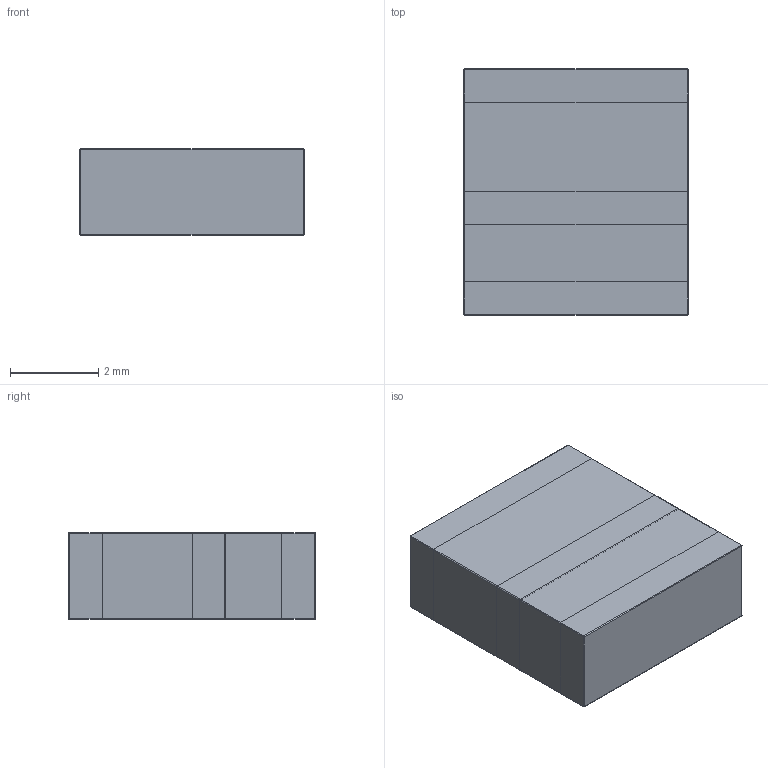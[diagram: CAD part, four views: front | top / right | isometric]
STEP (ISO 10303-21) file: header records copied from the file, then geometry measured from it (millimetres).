
FILE_DESCRIPTION( ( 'Unknown' ), '1' );
FILE_NAME( 'WE-CBF_222008.stp', 'Unknown', ( 'Unknown' ), ( 'Unknown' ), 'PSStep 13.0', 'Unknown', ' ' );
FILE_SCHEMA( ( 'AUTOMOTIVE_DESIGN { 1 0 10303 214 1 1 1 1 }' ) );
Length unit declared in the file: millimetre
Products named in the file (3): Assem1; Base; Ferrite
Bounding box: 5.08 x 5.59 x 1.97 mm (x, y, z)
Surface area: 246.3 mm2
Topology: 5 solids, 5 shells, 74 faces, 168 edges, 92 vertices
Faces by surface type: cylinder 32, plane 30, sphere 12
Entity records: 1024 total; most frequent: DIRECTION 148, CARTESIAN_POINT 128, ORIENTED_EDGE 120, EDGE_CURVE 60, AXIS2_PLACEMENT_3D 56, VERTEX_POINT 36, LINE 36, VECTOR 36
